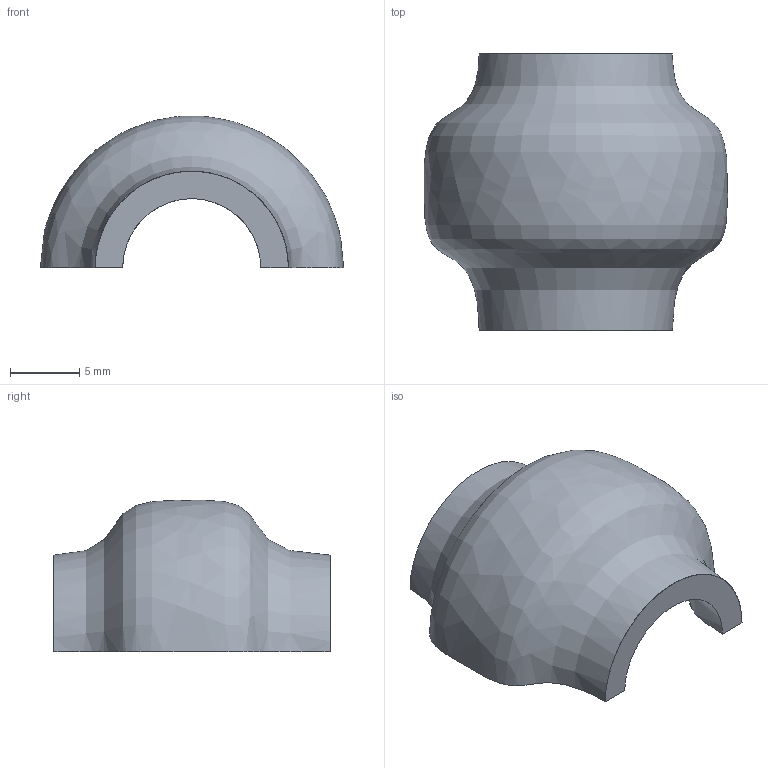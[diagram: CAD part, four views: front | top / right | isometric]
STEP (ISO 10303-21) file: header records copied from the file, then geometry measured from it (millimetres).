
FILE_DESCRIPTION(/* description */ (''),/* implementation_level */ '2;1');
FILE_NAME(/* name */ '环形管',/* time_stamp */ '2017-10-22T14:17:30+08:00',/* author */ (''),/* organization */ (''),/* preprocessor_version */ 'ST-DEVELOPER v15',/* originating_system */ '',/* authorisation */ '');
FILE_SCHEMA (('CONFIG_CONTROL_DESIGN'));
Length unit declared in the file: millimetre
Products named in the file (1): Document
Bounding box: 21.96 x 20 x 10.98 mm (x, y, z)
Surface area: 1244.9 mm2 (no closed solid volume)
Topology: 0 solids, 4 shells, 4 faces, 148 edges, 216 vertices
Faces by surface type: bspline 4
Entity records: 1801 total; most frequent: CARTESIAN_POINT 1405, B_SPLINE_CURVE_WITH_KNOTS 108, ORIENTED_EDGE 32, PCURVE 32, DEFINITIONAL_REPRESENTATION 32, SURFACE_CURVE 24, EDGE_CURVE 24, VERTEX_POINT 16
